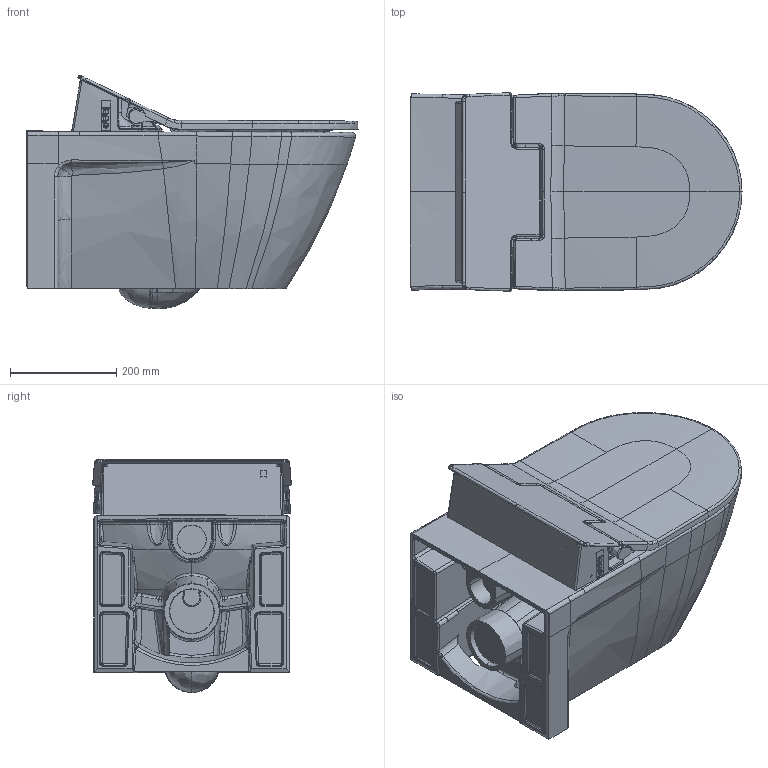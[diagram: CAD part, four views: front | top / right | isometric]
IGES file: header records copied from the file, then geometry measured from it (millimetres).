
Global section: file name: No Iges File Name specified; native system: Autodesk Inventor 2011; preprocessor: AutoDesk Inventor Iges Exporter R2011; author: Administrator; date: 20150604.183717; units: millimetre
Bounding box: 625.29 x 373.71 x 439.23 mm (x, y, z)
Volume: 26682344.2 mm3; surface area: 2287086 mm2
Topology: 20 solids, 20 shells, 3643 faces, 13810 edges, 10290 vertices
Faces by surface type: bspline 1830, plane 704, revolution 523, cylinder 383, sphere 80, torus 72, cone 51
